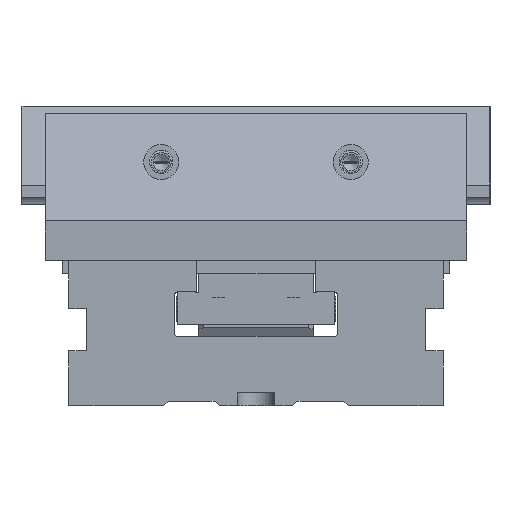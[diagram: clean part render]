
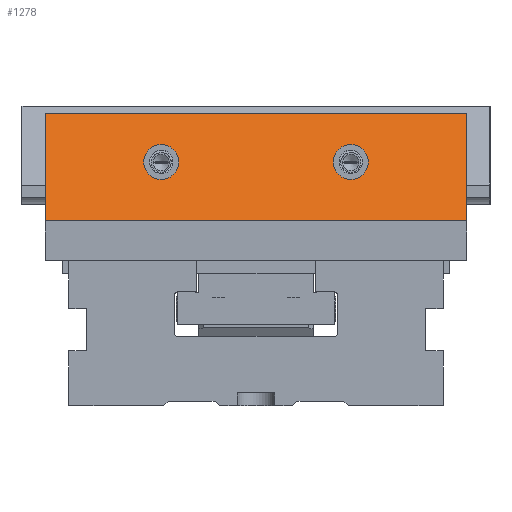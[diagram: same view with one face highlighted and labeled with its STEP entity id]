
A CAD part, left-side view. The second image highlights one B-rep face of the part: STEP entity #1278.
In plain terms, the highlighted planar face has unit normal (-0.924, 0, 0.383).
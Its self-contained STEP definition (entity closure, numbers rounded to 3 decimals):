
#300=ELLIPSE('',#8291,8.118,7.5);
#301=ELLIPSE('',#8306,8.118,7.5);
#640=FACE_BOUND('',#2362,.T.);
#641=FACE_BOUND('',#2363,.T.);
#642=FACE_BOUND('',#2364,.T.);
#1278=ADVANCED_FACE('',(#640,#641,#642),#1674,.F.);
#1674=PLANE('',#8308);
#2362=EDGE_LOOP('',(#3401,#3402,#3403,#3404));
#2363=EDGE_LOOP('',(#3405));
#2364=EDGE_LOOP('',(#3406));
#3401=ORIENTED_EDGE('',*,*,#5903,.T.);
#3402=ORIENTED_EDGE('',*,*,#5887,.T.);
#3403=ORIENTED_EDGE('',*,*,#5920,.T.);
#3404=ORIENTED_EDGE('',*,*,#5907,.T.);
#3405=ORIENTED_EDGE('',*,*,#5953,.F.);
#3406=ORIENTED_EDGE('',*,*,#5947,.F.);
#5065=VERTEX_POINT('',#11549);
#5066=VERTEX_POINT('',#11550);
#5079=VERTEX_POINT('',#11581);
#5082=VERTEX_POINT('',#11589);
#5109=VERTEX_POINT('',#11676);
#5116=VERTEX_POINT('',#11698);
#5887=EDGE_CURVE('',#5065,#5066,#6864,.T.);
#5903=EDGE_CURVE('',#5079,#5065,#6878,.T.);
#5907=EDGE_CURVE('',#5082,#5079,#6881,.T.);
#5920=EDGE_CURVE('',#5066,#5082,#6892,.T.);
#5947=EDGE_CURVE('',#5109,#5109,#300,.T.);
#5953=EDGE_CURVE('',#5116,#5116,#301,.T.);
#6864=LINE('',#11548,#7563);
#6878=LINE('',#11580,#7577);
#6881=LINE('',#11588,#7580);
#6892=LINE('',#11613,#7591);
#7563=VECTOR('',#9351,1.);
#7577=VECTOR('',#9373,1.);
#7580=VECTOR('',#9380,1.);
#7591=VECTOR('',#9399,1.);
#8291=AXIS2_PLACEMENT_3D('',#11675,#9473,#9474);
#8306=AXIS2_PLACEMENT_3D('',#11697,#9503,#9504);
#8308=AXIS2_PLACEMENT_3D('',#11700,#9507,#9508);
#9351=DIRECTION('',(0.,1.,0.));
#9373=DIRECTION('',(0.383,0.,0.924));
#9380=DIRECTION('',(0.,-1.,0.));
#9399=DIRECTION('',(-0.383,0.,-0.924));
#9473=DIRECTION('',(-0.924,0.,0.383));
#9474=DIRECTION('',(0.383,0.,0.924));
#9503=DIRECTION('',(-0.924,0.,0.383));
#9504=DIRECTION('',(0.383,0.,0.924));
#9507=DIRECTION('',(0.924,0.,-0.383));
#9508=DIRECTION('',(-0.383,0.,-0.924));
#11548=CARTESIAN_POINT('',(19.042,80.,125.));
#11549=CARTESIAN_POINT('',(19.042,-10.,125.));
#11550=CARTESIAN_POINT('',(19.042,170.,125.));
#11580=CARTESIAN_POINT('',(0.589,-10.,80.453));
#11581=CARTESIAN_POINT('',(0.,-10.,79.03));
#11588=CARTESIAN_POINT('',(0.,80.,79.03));
#11589=CARTESIAN_POINT('',(0.,170.,79.03));
#11613=CARTESIAN_POINT('',(0.589,170.,80.453));
#11675=CARTESIAN_POINT('',(10.405,120.5,104.15));
#11676=CARTESIAN_POINT('',(13.512,120.5,111.65));
#11697=CARTESIAN_POINT('',(10.405,39.5,104.15));
#11698=CARTESIAN_POINT('',(13.512,39.5,111.65));
#11700=CARTESIAN_POINT('',(21.926,80.,131.963));
